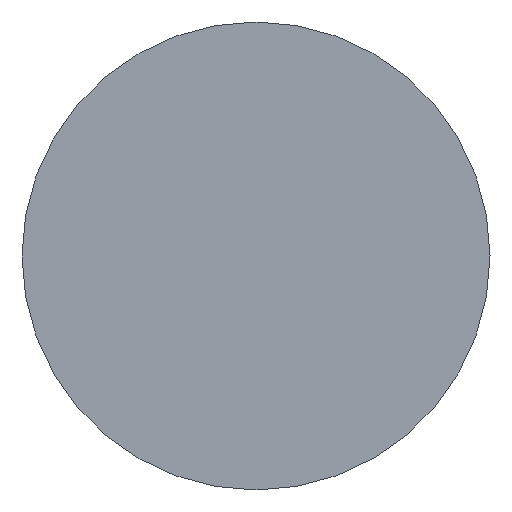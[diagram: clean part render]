
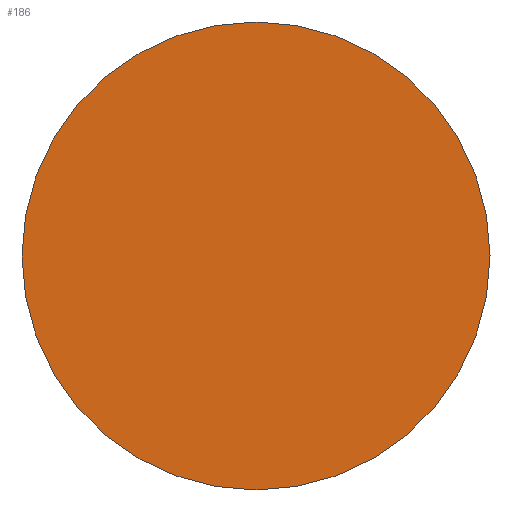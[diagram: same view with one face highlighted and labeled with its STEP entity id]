
A CAD part, front view. The second image highlights one B-rep face of the part: STEP entity #186.
In plain terms, the highlighted planar face has unit normal (0, -1, 0).
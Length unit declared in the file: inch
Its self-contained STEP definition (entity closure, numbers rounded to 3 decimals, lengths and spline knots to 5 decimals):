
#16 = CIRCLE ( 'NONE', #406, 0.3125 ) ;
#62 = ORIENTED_EDGE ( 'NONE', *, *, #373, .T. ) ;
#90 = AXIS2_PLACEMENT_3D ( 'NONE', #330, #322, #184 ) ;
#101 = EDGE_CURVE ( 'NONE', #289, #253, #16, .T. ) ;
#138 = CARTESIAN_POINT ( 'NONE',  ( 0., 0., 0. ) ) ;
#158 = CARTESIAN_POINT ( 'NONE',  ( 0., 0., 0. ) ) ;
#169 = DIRECTION ( 'NONE',  ( 0., 0., -1. ) ) ;
#184 = DIRECTION ( 'NONE',  ( 0., 0., -1. ) ) ;
#186 = ADVANCED_FACE ( 'NONE', ( #414 ), #403, .T. ) ;
#187 = AXIS2_PLACEMENT_3D ( 'NONE', #138, #430, #169 ) ;
#203 = CARTESIAN_POINT ( 'NONE',  ( 0., 0., -0.3125 ) ) ;
#244 = CIRCLE ( 'NONE', #90, 0.3125 ) ;
#253 = VERTEX_POINT ( 'NONE', #203 ) ;
#289 = VERTEX_POINT ( 'NONE', #381 ) ;
#292 = EDGE_LOOP ( 'NONE', ( #62, #445 ) ) ;
#300 = DIRECTION ( 'NONE',  ( 0., -1., 0. ) ) ;
#322 = DIRECTION ( 'NONE',  ( 0., -1., 0. ) ) ;
#330 = CARTESIAN_POINT ( 'NONE',  ( 0., 0., 0. ) ) ;
#373 = EDGE_CURVE ( 'NONE', #253, #289, #244, .T. ) ;
#381 = CARTESIAN_POINT ( 'NONE',  ( 0., 0., 0.3125 ) ) ;
#403 = PLANE ( 'NONE',  #187 ) ;
#406 = AXIS2_PLACEMENT_3D ( 'NONE', #158, #300, #448 ) ;
#414 = FACE_OUTER_BOUND ( 'NONE', #292, .T. ) ;
#430 = DIRECTION ( 'NONE',  ( 0., -1., 0. ) ) ;
#445 = ORIENTED_EDGE ( 'NONE', *, *, #101, .T. ) ;
#448 = DIRECTION ( 'NONE',  ( 0., 0., -1. ) ) ;
